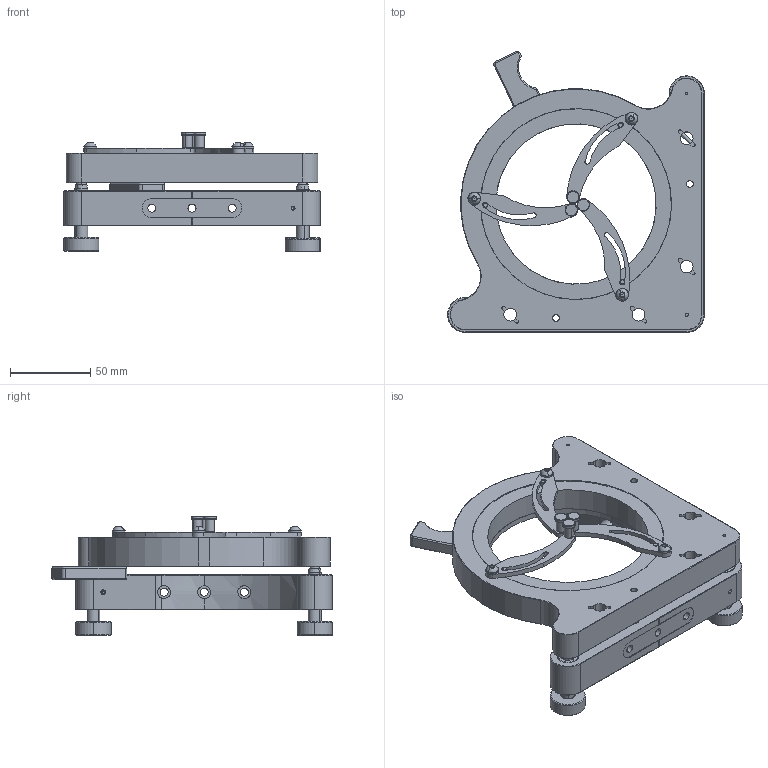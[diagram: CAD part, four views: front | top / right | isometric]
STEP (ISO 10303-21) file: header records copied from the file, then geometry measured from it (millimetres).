
FILE_DESCRIPTION (( 'STEP AP203' ), '1' );
FILE_NAME ('1.1.4.5_ZJX-100-3.STEP', '2024-05-29T07:28:19', ( '' ), ( '' ), 'SwSTEP 2.0', 'SolidWorks 2021', '' );
FILE_SCHEMA (( 'CONFIG_CONTROL_DESIGN' ));
Length unit declared in the file: millimetre
Products named in the file (1): 1.1.4.5_ZJX-100-3
Bounding box: 160 x 175.15 x 74.64 mm (x, y, z)
Volume: 367819.4 mm3; surface area: 135764.2 mm2
Topology: 56 solids, 56 shells, 1432 faces, 3286 edges, 2006 vertices
Faces by surface type: cylinder 522, plane 446, cone 398, torus 54, sphere 12
Entity records: 41277 total; most frequent: CARTESIAN_POINT 8220, DIRECTION 7391, ORIENTED_EDGE 6418, EDGE_CURVE 3209, AXIS2_PLACEMENT_3D 2957, VERTEX_POINT 1997, EDGE_LOOP 1672, CIRCLE 1524
